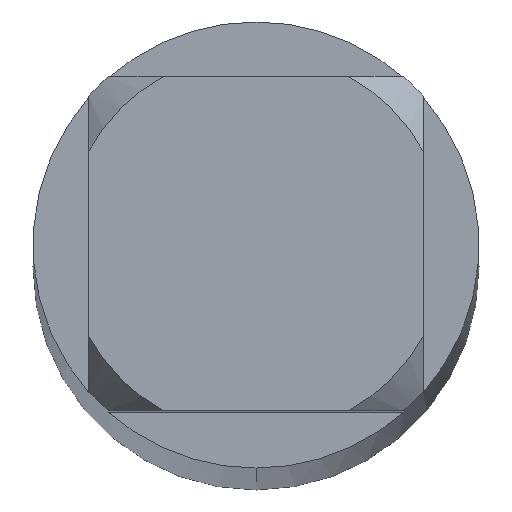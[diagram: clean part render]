
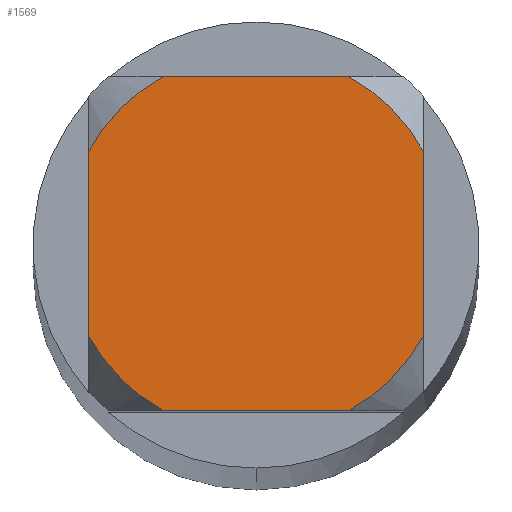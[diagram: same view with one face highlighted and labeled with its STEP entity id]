
A CAD part, top view. The second image highlights one B-rep face of the part: STEP entity #1569.
In plain terms, the highlighted planar face has unit normal (0, 0, 1).
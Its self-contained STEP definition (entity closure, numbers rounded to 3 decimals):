
#1403=EDGE_CURVE('',#2331,#3743,#3965,.T.);
#1439=EDGE_CURVE('',#2331,#3763,#4003,.T.);
#1457=EDGE_CURVE('',#2117,#1875,#4025,.T.);
#1569=ADVANCED_FACE('',(#4147),#4148,.T.);
#1875=VERTEX_POINT('',#4481);
#2019=EDGE_CURVE('',#3327,#2677,#4635,.T.);
#2117=VERTEX_POINT('',#4746);
#2331=VERTEX_POINT('',#4983);
#2369=EDGE_CURVE('',#2117,#3763,#5024,.T.);
#2497=EDGE_CURVE('',#3741,#2677,#5161,.T.);
#2565=EDGE_CURVE('',#3327,#3743,#5237,.T.);
#2677=VERTEX_POINT('',#5355);
#2753=EDGE_CURVE('',#3741,#1875,#5433,.T.);
#3327=VERTEX_POINT('',#6063);
#3741=VERTEX_POINT('',#6518);
#3743=VERTEX_POINT('',#6520);
#3763=VERTEX_POINT('',#6541);
#3965=CIRCLE('',#7098,1.2);
#4003=LINE('',#7275,#7276);
#4025=LINE('',#7321,#7322);
#4147=FACE_OUTER_BOUND('',#7630,.T.);
#4148=PLANE('',#7631);
#4481=CARTESIAN_POINT('',(0.581,-1.05,0.0));
#4635=CIRCLE('',#9019,1.2);
#4746=CARTESIAN_POINT('',(-0.581,-1.05,0.0));
#4983=CARTESIAN_POINT('',(-1.05,0.581,0.0));
#5024=CIRCLE('',#10424,1.2);
#5161=LINE('',#10995,#10996);
#5237=LINE('',#11142,#11143);
#5355=CARTESIAN_POINT('',(1.05,0.581,0.0));
#5433=CIRCLE('',#11634,1.2);
#6063=CARTESIAN_POINT('',(0.581,1.05,0.0));
#6518=CARTESIAN_POINT('',(1.05,-0.581,0.0));
#6520=CARTESIAN_POINT('',(-0.581,1.05,0.0));
#6541=CARTESIAN_POINT('',(-1.05,-0.581,0.0));
#7098=AXIS2_PLACEMENT_3D('',#15600,#15601,#15602);
#7275=CARTESIAN_POINT('',(-1.05,0.3,0.0));
#7276=VECTOR('',#15626,1.0);
#7321=CARTESIAN_POINT('',(0.0,-1.05,0.0));
#7322=VECTOR('',#15665,1.0);
#7630=EDGE_LOOP('',(#15808,#15809,#15810,#15811,#15812,#15813,#15814,#15815));
#7631=AXIS2_PLACEMENT_3D('',#15816,#15817,#15818);
#9019=AXIS2_PLACEMENT_3D('',#16308,#16309,#16310);
#10424=AXIS2_PLACEMENT_3D('',#16785,#16786,#16787);
#10995=CARTESIAN_POINT('',(1.05,0.3,0.0));
#10996=VECTOR('',#16968,1.0);
#11142=CARTESIAN_POINT('',(0.0,1.05,0.0));
#11143=VECTOR('',#17046,1.0);
#11634=AXIS2_PLACEMENT_3D('',#17182,#17183,#17184);
#15600=CARTESIAN_POINT('',(0.0,0.0,0.0));
#15601=DIRECTION('',(0.0,0.0,-1.0));
#15602=DIRECTION('',(0.0,1.0,0.0));
#15626=DIRECTION('',(-0.0,-1.0,0.0));
#15665=DIRECTION('',(1.0,0.0,0.0));
#15808=ORIENTED_EDGE('',*,*,#1439,.T.);
#15809=ORIENTED_EDGE('',*,*,#2369,.F.);
#15810=ORIENTED_EDGE('',*,*,#1457,.T.);
#15811=ORIENTED_EDGE('',*,*,#2753,.F.);
#15812=ORIENTED_EDGE('',*,*,#2497,.T.);
#15813=ORIENTED_EDGE('',*,*,#2019,.F.);
#15814=ORIENTED_EDGE('',*,*,#2565,.T.);
#15815=ORIENTED_EDGE('',*,*,#1403,.F.);
#15816=CARTESIAN_POINT('',(0.0,0.6,0.0));
#15817=DIRECTION('',(-0.0,0.0,1.0));
#15818=DIRECTION('',(0.0,-1.0,0.0));
#16308=CARTESIAN_POINT('',(0.0,0.0,0.0));
#16309=DIRECTION('',(0.0,0.0,-1.0));
#16310=DIRECTION('',(0.0,1.0,0.0));
#16785=CARTESIAN_POINT('',(0.0,0.0,0.0));
#16786=DIRECTION('',(0.0,0.0,-1.0));
#16787=DIRECTION('',(0.0,1.0,0.0));
#16968=DIRECTION('',(-0.0,1.0,0.0));
#17046=DIRECTION('',(-1.0,0.0,0.0));
#17182=CARTESIAN_POINT('',(0.0,0.0,0.0));
#17183=DIRECTION('',(0.0,0.0,-1.0));
#17184=DIRECTION('',(0.0,1.0,0.0));
